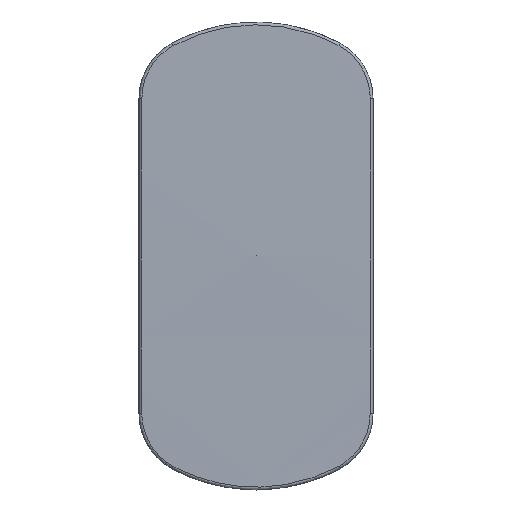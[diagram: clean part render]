
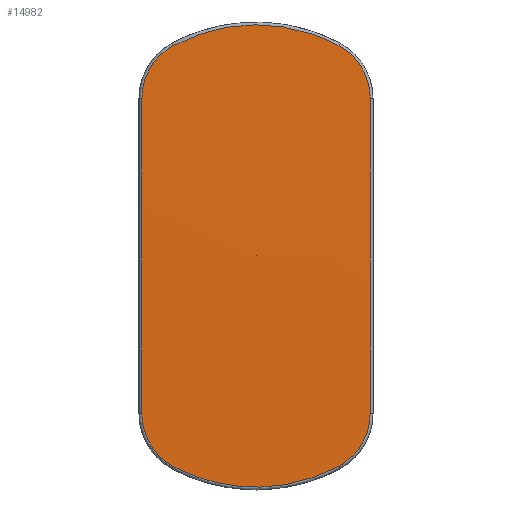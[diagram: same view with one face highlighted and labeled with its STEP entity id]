
A CAD part, top view. The second image highlights one B-rep face of the part: STEP entity #14982.
In plain terms, the highlighted spherical face has radius 2020 mm.
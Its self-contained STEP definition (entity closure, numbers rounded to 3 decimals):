
#58=SPHERICAL_SURFACE('',#16228,2020.);
#373=B_SPLINE_CURVE_WITH_KNOTS('',3,(#26382,#26383,#26384,#26385,#26386),
 .UNSPECIFIED.,.F.,.F.,(4,1,4),(0.,0.526,
1.228),.UNSPECIFIED.);
#375=B_SPLINE_CURVE_WITH_KNOTS('',3,(#26426,#26427,#26428,#26429,#26430,
#26431),.UNSPECIFIED.,.F.,.F.,(4,1,1,4),(0.,1.426,
2.377,3.328),.UNSPECIFIED.);
#377=B_SPLINE_CURVE_WITH_KNOTS('',3,(#26465,#26466,#26467,#26468,#26469),
 .UNSPECIFIED.,.F.,.F.,(4,1,4),(0.,0.526,1.228),
 .UNSPECIFIED.);
#379=B_SPLINE_CURVE_WITH_KNOTS('',3,(#26509,#26510,#26511,#26512,#26513),
 .UNSPECIFIED.,.F.,.F.,(4,1,4),(0.,0.526,
1.228),.UNSPECIFIED.);
#381=B_SPLINE_CURVE_WITH_KNOTS('',3,(#26553,#26554,#26555,#26556,#26557,
#26558),.UNSPECIFIED.,.F.,.F.,(4,1,1,4),(0.,0.951,
1.902,3.328),.UNSPECIFIED.);
#383=B_SPLINE_CURVE_WITH_KNOTS('',3,(#26589,#26590,#26591,#26592,#26593),
 .UNSPECIFIED.,.F.,.F.,(4,1,4),(0.,0.526,1.228),
 .UNSPECIFIED.);
#1041=CIRCLE('',#16211,2019.19);
#1042=CIRCLE('',#16212,2019.19);
#1050=CIRCLE('',#16221,2019.19);
#1053=CIRCLE('',#16229,2020.);
#1915=FACE_OUTER_BOUND('',#2830,.T.);
#2830=EDGE_LOOP('',(#13537,#13538,#13539,#13540,#13541,#13542,#13543,#13544,
#13545,#13546,#13547));
#7203=VERTEX_POINT('',#26340);
#7204=VERTEX_POINT('',#26342);
#7205=VERTEX_POINT('',#26344);
#7207=VERTEX_POINT('',#26374);
#7209=VERTEX_POINT('',#26417);
#7211=VERTEX_POINT('',#26457);
#7213=VERTEX_POINT('',#26471);
#7215=VERTEX_POINT('',#26501);
#7217=VERTEX_POINT('',#26544);
#7219=VERTEX_POINT('',#26604);
#9327=EDGE_CURVE('',#7203,#7204,#1041,.T.);
#9328=EDGE_CURVE('',#7204,#7205,#1042,.T.);
#9333=EDGE_CURVE('',#7205,#7207,#373,.T.);
#9336=EDGE_CURVE('',#7207,#7209,#375,.T.);
#9339=EDGE_CURVE('',#7209,#7211,#377,.T.);
#9342=EDGE_CURVE('',#7211,#7213,#1050,.T.);
#9345=EDGE_CURVE('',#7213,#7215,#379,.T.);
#9348=EDGE_CURVE('',#7215,#7217,#381,.T.);
#9350=EDGE_CURVE('',#7217,#7203,#383,.T.);
#9356=EDGE_CURVE('',#7219,#7204,#1053,.T.);
#13537=ORIENTED_EDGE('',*,*,#9327,.F.);
#13538=ORIENTED_EDGE('',*,*,#9350,.F.);
#13539=ORIENTED_EDGE('',*,*,#9348,.F.);
#13540=ORIENTED_EDGE('',*,*,#9345,.F.);
#13541=ORIENTED_EDGE('',*,*,#9342,.F.);
#13542=ORIENTED_EDGE('',*,*,#9339,.F.);
#13543=ORIENTED_EDGE('',*,*,#9336,.F.);
#13544=ORIENTED_EDGE('',*,*,#9333,.F.);
#13545=ORIENTED_EDGE('',*,*,#9328,.F.);
#13546=ORIENTED_EDGE('',*,*,#9356,.F.);
#13547=ORIENTED_EDGE('',*,*,#9356,.T.);
#14982=ADVANCED_FACE('',(#1915),#58,.T.);
#16211=AXIS2_PLACEMENT_3D('',#26343,#20029,#20030);
#16212=AXIS2_PLACEMENT_3D('',#26345,#20031,#20032);
#16221=AXIS2_PLACEMENT_3D('',#26475,#20049,#20050);
#16228=AXIS2_PLACEMENT_3D('',#26603,#20068,#20069);
#16229=AXIS2_PLACEMENT_3D('',#26605,#20070,#20071);
#20029=DIRECTION('center_axis',(-1.,0.,
-0.017));
#20030=DIRECTION('ref_axis',(0.017,0.,-1.));
#20031=DIRECTION('center_axis',(-1.,0.,
-0.017));
#20032=DIRECTION('ref_axis',(0.017,0.,-1.));
#20049=DIRECTION('center_axis',(1.,0.,-0.017));
#20050=DIRECTION('ref_axis',(-0.017,0.,
-1.));
#20068=DIRECTION('center_axis',(0.,0.,1.));
#20069=DIRECTION('ref_axis',(1.,0.,0.));
#20070=DIRECTION('center_axis',(0.,1.,0.));
#20071=DIRECTION('ref_axis',(-1.,0.,0.));
#26340=CARTESIAN_POINT('',(-21.95,30.34,-3.653));
#26342=CARTESIAN_POINT('',(-21.946,0.,-3.881));
#26343=CARTESIAN_POINT('Origin',(-57.186,0.,
2015.002));
#26344=CARTESIAN_POINT('',(-21.95,-30.34,-3.653));
#26345=CARTESIAN_POINT('Origin',(-57.186,0.,
2015.002));
#26374=CARTESIAN_POINT('',(-15.967,-40.402,-3.533));
#26382=CARTESIAN_POINT('Ctrl Pts',(-21.95,-30.34,
-3.653));
#26383=CARTESIAN_POINT('Ctrl Pts',(-21.951,-32.095,-3.626));
#26384=CARTESIAN_POINT('Ctrl Pts',(-20.996,-36.194,
-3.57));
#26385=CARTESIAN_POINT('Ctrl Pts',(-18.024,-39.285,
-3.539));
#26386=CARTESIAN_POINT('Ctrl Pts',(-15.967,-40.402,-3.533));
#26417=CARTESIAN_POINT('',(15.967,-40.402,-3.533));
#26426=CARTESIAN_POINT('Ctrl Pts',(-15.967,-40.402,
-3.533));
#26427=CARTESIAN_POINT('Ctrl Pts',(-11.788,-42.672,-3.52));
#26428=CARTESIAN_POINT('Ctrl Pts',(-4.006,-44.944,-3.508));
#26429=CARTESIAN_POINT('Ctrl Pts',(7.177,-44.142,-3.512));
#26430=CARTESIAN_POINT('Ctrl Pts',(13.181,-41.915,-3.525));
#26431=CARTESIAN_POINT('Ctrl Pts',(15.967,-40.402,-3.533));
#26457=CARTESIAN_POINT('',(21.95,-30.34,-3.653));
#26465=CARTESIAN_POINT('Ctrl Pts',(15.967,-40.402,-3.533));
#26466=CARTESIAN_POINT('Ctrl Pts',(17.51,-39.564,-3.537));
#26467=CARTESIAN_POINT('Ctrl Pts',(20.655,-36.767,-3.563));
#26468=CARTESIAN_POINT('Ctrl Pts',(21.951,-32.68,-3.618));
#26469=CARTESIAN_POINT('Ctrl Pts',(21.95,-30.34,-3.653));
#26471=CARTESIAN_POINT('',(21.95,30.34,-3.653));
#26475=CARTESIAN_POINT('Origin',(57.186,0.,
2015.002));
#26501=CARTESIAN_POINT('',(15.967,40.402,-3.533));
#26509=CARTESIAN_POINT('Ctrl Pts',(21.95,30.34,-3.653));
#26510=CARTESIAN_POINT('Ctrl Pts',(21.951,32.095,-3.626));
#26511=CARTESIAN_POINT('Ctrl Pts',(20.996,36.194,-3.57));
#26512=CARTESIAN_POINT('Ctrl Pts',(18.024,39.285,-3.539));
#26513=CARTESIAN_POINT('Ctrl Pts',(15.967,40.402,-3.533));
#26544=CARTESIAN_POINT('',(-15.967,40.402,-3.533));
#26553=CARTESIAN_POINT('Ctrl Pts',(15.967,40.402,-3.533));
#26554=CARTESIAN_POINT('Ctrl Pts',(13.181,41.915,-3.525));
#26555=CARTESIAN_POINT('Ctrl Pts',(7.176,44.143,-3.512));
#26556=CARTESIAN_POINT('Ctrl Pts',(-4.007,44.944,-3.508));
#26557=CARTESIAN_POINT('Ctrl Pts',(-11.788,42.672,-3.52));
#26558=CARTESIAN_POINT('Ctrl Pts',(-15.967,40.402,-3.533));
#26589=CARTESIAN_POINT('Ctrl Pts',(-15.967,40.402,-3.533));
#26590=CARTESIAN_POINT('Ctrl Pts',(-17.51,39.564,-3.537));
#26591=CARTESIAN_POINT('Ctrl Pts',(-20.655,36.767,-3.563));
#26592=CARTESIAN_POINT('Ctrl Pts',(-21.951,32.68,-3.618));
#26593=CARTESIAN_POINT('Ctrl Pts',(-21.95,30.34,-3.653));
#26603=CARTESIAN_POINT('Origin',(0.,0.,2016.));
#26604=CARTESIAN_POINT('',(0.,0.,
-4.));
#26605=CARTESIAN_POINT('Origin',(0.,0.,2016.));
